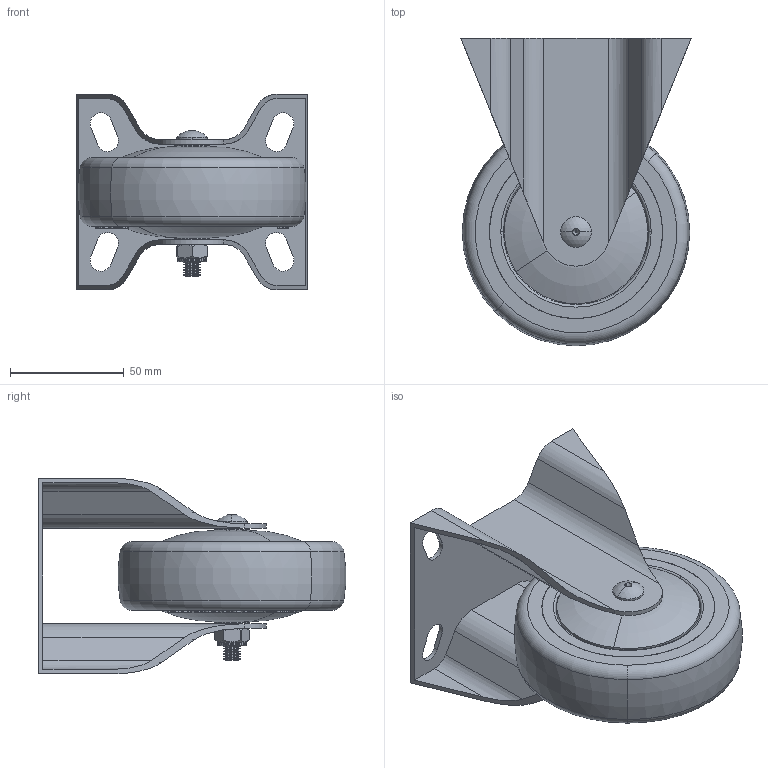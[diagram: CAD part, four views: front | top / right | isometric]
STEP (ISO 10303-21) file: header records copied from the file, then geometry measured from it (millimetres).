
FILE_DESCRIPTION (( 'STEP AP203' ), '1' );
FILE_NAME ('R4105.STEP', '2020-02-21T09:02:20', ( '' ), ( '' ), 'SwSTEP 2.0', 'SolidWorks 2013', '' );
FILE_SCHEMA (( 'CONFIG_CONTROL_DESIGN' ));
Length unit declared in the file: millimetre
Products named in the file (1): R4105
Bounding box: 101 x 134.91 x 86 mm (x, y, z)
Volume: 243566.2 mm3; surface area: 107053.7 mm2
Topology: 7 solids, 8 shells, 649 faces, 1596 edges, 1011 vertices
Faces by surface type: plane 317, cylinder 94, torus 90, bspline 84, cone 62, sphere 2
Entity records: 23824 total; most frequent: CARTESIAN_POINT 8719, ORIENTED_EDGE 3192, DIRECTION 2941, EDGE_CURVE 1596, VERTEX_POINT 1011, AXIS2_PLACEMENT_3D 989, VECTOR 963, LINE 963
